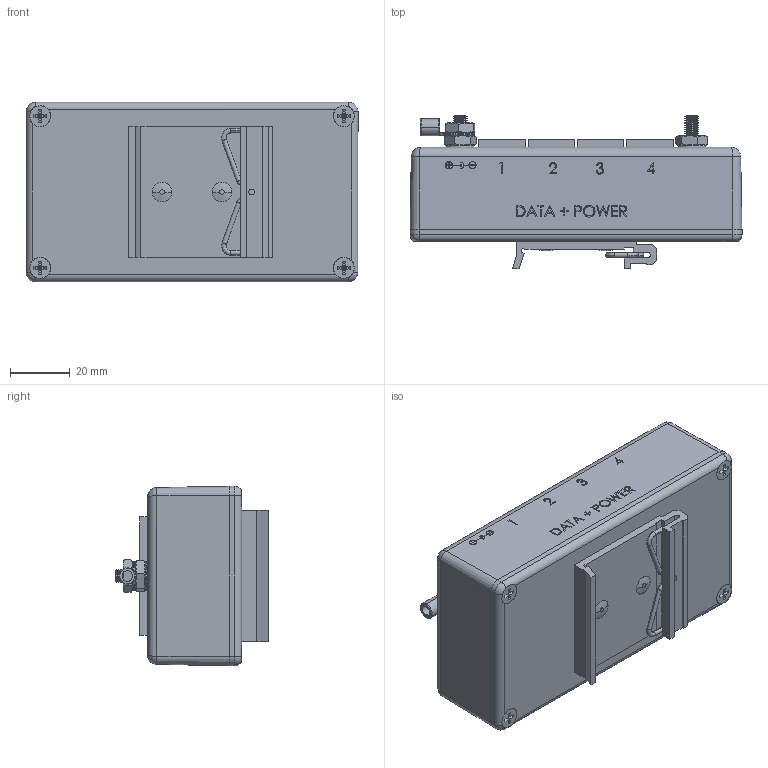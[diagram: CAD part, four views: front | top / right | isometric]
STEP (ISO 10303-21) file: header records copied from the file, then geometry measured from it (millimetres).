
FILE_DESCRIPTION (( 'STEP AP214' ), '1' );
FILE_NAME ('BTD-CAT5-P4.STEP', '2013-10-15T20:39:48', ( 'L-Com' ), ( 'L-Com Global Connectivity' ), 'SwSTEP 2.0', 'SolidWorks 2012', '' );
FILE_SCHEMA (( 'AUTOMOTIVE_DESIGN' ));
Length unit declared in the file: inch
Products named in the file (6): 1-8_ PopR_Head; DIN-MNT44; DIN-MNT44_wire clip; DIN-MNT44_extrusion; BTD-CAT5-P4x; BTD-CAT5-P4
Assembly tree (6 placements, depth 3):
  BTD-CAT5-P4
    BTD-CAT5-P4x
    DIN-MNT44
      DIN-MNT44_extrusion
      DIN-MNT44_wire clip
    1-8_ PopR_Head  x2
Bounding box: 111 x 51.21 x 60 mm (x, y, z)
Volume: 198805.9 mm3; surface area: 51095.1 mm2
Topology: 5 solids, 11 shells, 893 faces, 2255 edges, 1451 vertices
Faces by surface type: plane 552, cylinder 116, cone 94, bspline 91, torus 35, sphere 5
Entity records: 33566 total; most frequent: CARTESIAN_POINT 11417, ORIENTED_EDGE 4472, DIRECTION 4016, EDGE_CURVE 2236, LINE 1588, VECTOR 1588, VERTEX_POINT 1441, AXIS2_PLACEMENT_3D 1214
